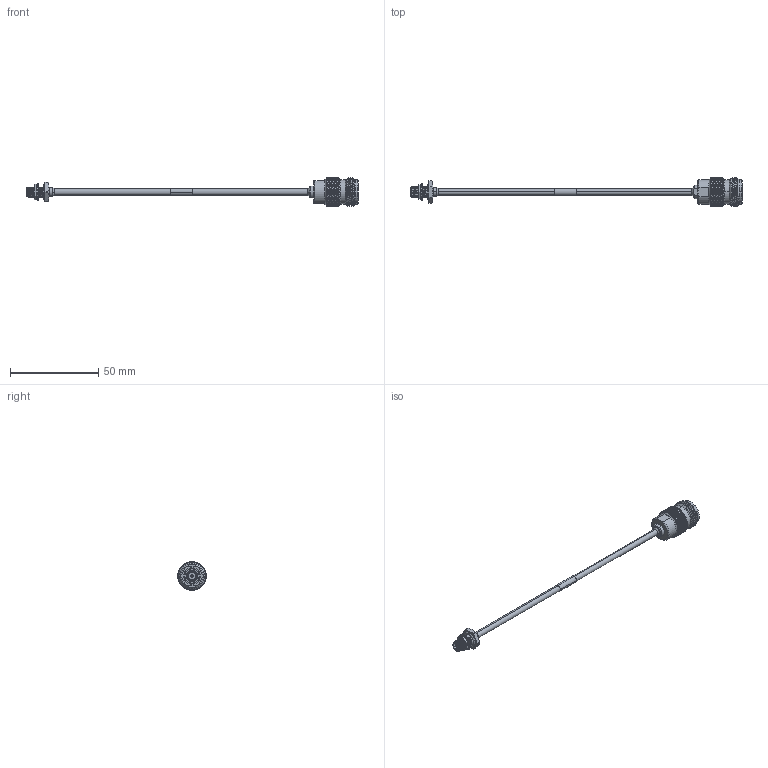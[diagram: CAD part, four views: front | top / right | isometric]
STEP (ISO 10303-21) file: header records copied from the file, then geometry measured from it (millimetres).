
FILE_DESCRIPTION (( 'STEP AP214' ), '1' );
FILE_NAME ('LCCA30421.step', '2020-05-01T19:31:29', ( '' ), ( '' ), 'SwSTEP 2.0', 'SolidWorks 2018', '' );
FILE_SCHEMA (( 'AUTOMOTIVE_DESIGN' ));
Length unit declared in the file: inch
Products named in the file (7): LCCN3049; LCCA30421; solder plug right^LCCA30421; LCCN3055; LC141TB (141 FORMABLE); solder plug left^LCCA30421; 1AW01-003_.152 ID
Assembly tree (6 placements, depth 2):
  LCCA30421
    LC141TB (141 FORMABLE)
    LCCN3049
    solder plug left^LCCA30421
    1AW01-003_.152 ID
    LCCN3055
    solder plug right^LCCA30421
Bounding box: 187.63 x 16 x 16 mm (x, y, z)
Volume: 5823.1 mm3; surface area: 5428.2 mm2
Topology: 10 solids, 10 shells, 2596 faces, 5685 edges, 3120 vertices
Faces by surface type: bspline 1886, cylinder 565, plane 82, cone 51, torus 8, sphere 4
Entity records: 115387 total; most frequent: CARTESIAN_POINT 77580, ORIENTED_EDGE 11370, EDGE_CURVE 5685, VERTEX_POINT 3120, EDGE_LOOP 2621, ADVANCED_FACE 2596, FACE_OUTER_BOUND 2596, DIRECTION 2581
